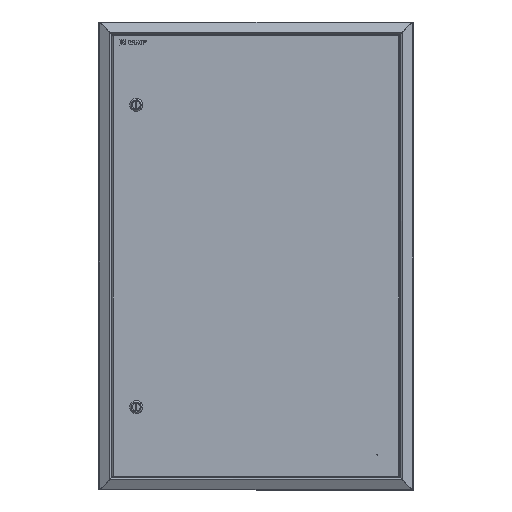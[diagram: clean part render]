
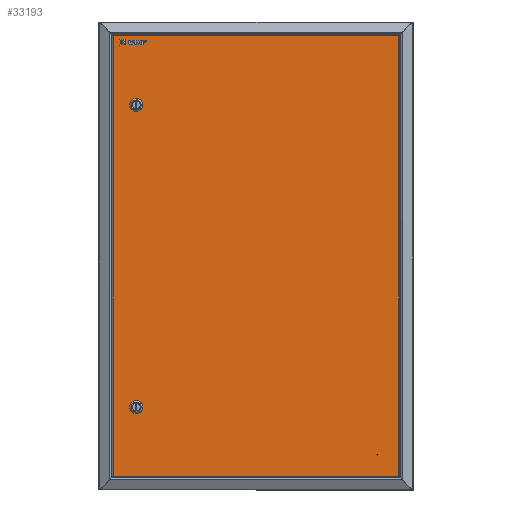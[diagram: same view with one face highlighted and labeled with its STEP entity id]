
A CAD part, top view. The second image highlights one B-rep face of the part: STEP entity #33193.
In plain terms, the highlighted face is planar.
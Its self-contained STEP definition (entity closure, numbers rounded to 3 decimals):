
#53 = DIRECTION ( 'NONE',  ( -1., 0., 0. ) ) ;
#169 = DIRECTION ( 'NONE',  ( 0., 0., 1. ) ) ;
#206 = CARTESIAN_POINT ( 'NONE',  ( -43., 125., -1. ) ) ;
#663 = CARTESIAN_POINT ( 'NONE',  ( -34.5, 667.049, -1. ) ) ;
#950 = ORIENTED_EDGE ( 'NONE', *, *, #9921, .T. ) ;
#1605 = DIRECTION ( 'NONE',  ( -1., 0., 0. ) ) ;
#2324 = ORIENTED_EDGE ( 'NONE', *, *, #10971, .T. ) ;
#3088 = ORIENTED_EDGE ( 'NONE', *, *, #21727, .T. ) ;
#3540 = EDGE_CURVE ( 'NONE', #11704, #12267, #18152, .T. ) ;
#3861 = EDGE_CURVE ( 'NONE', #15144, #11957, #21842, .T. ) ;
#3967 = VERTEX_POINT ( 'NONE', #27198 ) ;
#4888 = EDGE_CURVE ( 'NONE', #3967, #33348, #31848, .T. ) ;
#4962 = VERTEX_POINT ( 'NONE', #25966 ) ;
#5065 = ORIENTED_EDGE ( 'NONE', *, *, #22307, .T. ) ;
#5216 = VECTOR ( 'NONE', #17976, 1000. ) ;
#5465 = AXIS2_PLACEMENT_3D ( 'NONE', #9044, #8878, #8788 ) ;
#5584 = VECTOR ( 'NONE', #6479, 1000. ) ;
#5742 = LINE ( 'NONE', #20076, #6338 ) ;
#5782 = CARTESIAN_POINT ( 'NONE',  ( -471.8, 40., -1. ) ) ;
#6098 = LINE ( 'NONE', #6584, #6229 ) ;
#6229 = VECTOR ( 'NONE', #6843, 1000. ) ;
#6338 = VECTOR ( 'NONE', #20571, 1000. ) ;
#6479 = DIRECTION ( 'NONE',  ( 0., -1., 0. ) ) ;
#6508 = DIRECTION ( 'NONE',  ( -1., 0., 0. ) ) ;
#6579 = DIRECTION ( 'NONE',  ( 0., 0., 1. ) ) ;
#6584 = CARTESIAN_POINT ( 'NONE',  ( -510.3, 1.141, -1. ) ) ;
#6592 = CARTESIAN_POINT ( 'NONE',  ( -43., 125., -1. ) ) ;
#6843 = DIRECTION ( 'NONE',  ( 0., 1., 0. ) ) ;
#6974 = ORIENTED_EDGE ( 'NONE', *, *, #8640, .T. ) ;
#7816 = VERTEX_POINT ( 'NONE', #11451 ) ;
#7965 = VERTEX_POINT ( 'NONE', #12615 ) ;
#8092 = DIRECTION ( 'NONE',  ( 0., 0., -1. ) ) ;
#8640 = EDGE_CURVE ( 'NONE', #25879, #15144, #6098, .T. ) ;
#8788 = DIRECTION ( 'NONE',  ( 1., 0., 0. ) ) ;
#8878 = DIRECTION ( 'NONE',  ( 0., 0., 1. ) ) ;
#9044 = CARTESIAN_POINT ( 'NONE',  ( 0., 0., -1. ) ) ;
#9133 = DIRECTION ( 'NONE',  ( 0., 1., 0. ) ) ;
#9153 = CARTESIAN_POINT ( 'NONE',  ( -51.5, 667.049, -1. ) ) ;
#9333 = PLANE ( 'NONE',  #5465 ) ;
#9921 = EDGE_CURVE ( 'NONE', #17147, #27439, #24935, .T. ) ;
#10662 = ORIENTED_EDGE ( 'NONE', *, *, #4888, .F. ) ;
#10971 = EDGE_CURVE ( 'NONE', #11136, #25879, #17675, .T. ) ;
#10998 = CIRCLE ( 'NONE', #22447, 0.5 ) ;
#11136 = VERTEX_POINT ( 'NONE', #12005 ) ;
#11451 = CARTESIAN_POINT ( 'NONE',  ( -51.5, 128.649, -1. ) ) ;
#11496 = CIRCLE ( 'NONE', #24409, 9.25 ) ;
#11578 = CARTESIAN_POINT ( 'NONE',  ( -51.5, 121.351, -1. ) ) ;
#11685 = DIRECTION ( 'NONE',  ( 0., -1., 0. ) ) ;
#11704 = VERTEX_POINT ( 'NONE', #5782 ) ;
#11957 = VERTEX_POINT ( 'NONE', #29622 ) ;
#12005 = CARTESIAN_POINT ( 'NONE',  ( -2., 2., -1. ) ) ;
#12267 = VERTEX_POINT ( 'NONE', #19003 ) ;
#12615 = CARTESIAN_POINT ( 'NONE',  ( -34.5, 659.751, -1. ) ) ;
#12627 = EDGE_CURVE ( 'NONE', #18986, #7816, #17102, .T. ) ;
#12731 = DIRECTION ( 'NONE',  ( 1., 0., 0. ) ) ;
#13057 = CARTESIAN_POINT ( 'NONE',  ( -472.3, 40., -1. ) ) ;
#13315 = CARTESIAN_POINT ( 'NONE',  ( -43., 663.4, -1. ) ) ;
#14335 = CARTESIAN_POINT ( 'NONE',  ( -511.159, 786.4, -1. ) ) ;
#14817 = DIRECTION ( 'NONE',  ( 0., 0., -1. ) ) ;
#15144 = VERTEX_POINT ( 'NONE', #16652 ) ;
#15813 = AXIS2_PLACEMENT_3D ( 'NONE', #13315, #8092, #1605 ) ;
#15995 = ORIENTED_EDGE ( 'NONE', *, *, #3540, .F. ) ;
#16121 = CARTESIAN_POINT ( 'NONE',  ( -34.5, 128.649, -1. ) ) ;
#16218 = CARTESIAN_POINT ( 'NONE',  ( -34.5, 121.351, -1. ) ) ;
#16258 = DIRECTION ( 'NONE',  ( 0., 1., 0. ) ) ;
#16268 = CARTESIAN_POINT ( 'NONE',  ( -510.3, 2., -1. ) ) ;
#16305 = CARTESIAN_POINT ( 'NONE',  ( -34.5, 667.049, -1. ) ) ;
#16334 = DIRECTION ( 'NONE',  ( -1., 0., 0. ) ) ;
#16371 = DIRECTION ( 'NONE',  ( 0., 0., -1. ) ) ;
#16652 = CARTESIAN_POINT ( 'NONE',  ( -510.3, 786.4, -1. ) ) ;
#16755 = ORIENTED_EDGE ( 'NONE', *, *, #19555, .T. ) ;
#17102 = CIRCLE ( 'NONE', #31584, 9.25 ) ;
#17147 = VERTEX_POINT ( 'NONE', #23269 ) ;
#17467 = DIRECTION ( 'NONE',  ( -1., 0., 0. ) ) ;
#17675 = LINE ( 'NONE', #17985, #5216 ) ;
#17976 = DIRECTION ( 'NONE',  ( -1., 0., 0. ) ) ;
#17985 = CARTESIAN_POINT ( 'NONE',  ( -1.141, 2., -1. ) ) ;
#18138 = ORIENTED_EDGE ( 'NONE', *, *, #21887, .F. ) ;
#18152 = CIRCLE ( 'NONE', #31097, 0.5 ) ;
#18936 = VERTEX_POINT ( 'NONE', #26417 ) ;
#18963 = EDGE_CURVE ( 'NONE', #4962, #17147, #25605, .T. ) ;
#18986 = VERTEX_POINT ( 'NONE', #24547 ) ;
#19003 = CARTESIAN_POINT ( 'NONE',  ( -472.8, 40., -1. ) ) ;
#19555 = EDGE_CURVE ( 'NONE', #27439, #18986, #11496, .T. ) ;
#19733 = ORIENTED_EDGE ( 'NONE', *, *, #31352, .F. ) ;
#19904 = CARTESIAN_POINT ( 'NONE',  ( -472.3, 40., -1. ) ) ;
#20076 = CARTESIAN_POINT ( 'NONE',  ( -2., 787.259, -1. ) ) ;
#20181 = EDGE_LOOP ( 'NONE', ( #21637, #950, #16755, #23745, #3088 ) ) ;
#20571 = DIRECTION ( 'NONE',  ( 0., -1., 0. ) ) ;
#20662 = EDGE_LOOP ( 'NONE', ( #5065, #2324, #6974, #26504 ) ) ;
#21102 = EDGE_CURVE ( 'NONE', #12267, #11704, #10998, .T. ) ;
#21637 = ORIENTED_EDGE ( 'NONE', *, *, #18963, .T. ) ;
#21727 = EDGE_CURVE ( 'NONE', #7816, #4962, #24875, .T. ) ;
#21790 = FACE_BOUND ( 'NONE', #26982, .T. ) ;
#21842 = LINE ( 'NONE', #14335, #21908 ) ;
#21887 = EDGE_CURVE ( 'NONE', #18936, #3967, #29632, .T. ) ;
#21908 = VECTOR ( 'NONE', #12731, 1000. ) ;
#22307 = EDGE_CURVE ( 'NONE', #11957, #11136, #5742, .T. ) ;
#22447 = AXIS2_PLACEMENT_3D ( 'NONE', #19904, #16371, #16334 ) ;
#22631 = AXIS2_PLACEMENT_3D ( 'NONE', #30321, #30416, #30544 ) ;
#22783 = CIRCLE ( 'NONE', #15813, 9.25 ) ;
#23269 = CARTESIAN_POINT ( 'NONE',  ( -34.5, 121.351, -1. ) ) ;
#23413 = FACE_BOUND ( 'NONE', #27410, .T. ) ;
#23557 = DIRECTION ( 'NONE',  ( -1., 0., 0. ) ) ;
#23603 = DIRECTION ( 'NONE',  ( 0., 0., 1. ) ) ;
#23675 = CARTESIAN_POINT ( 'NONE',  ( -43., 125., -1. ) ) ;
#23683 = FACE_OUTER_BOUND ( 'NONE', #20662, .T. ) ;
#23714 = FACE_BOUND ( 'NONE', #20181, .T. ) ;
#23745 = ORIENTED_EDGE ( 'NONE', *, *, #12627, .T. ) ;
#24409 = AXIS2_PLACEMENT_3D ( 'NONE', #206, #169, #53 ) ;
#24547 = CARTESIAN_POINT ( 'NONE',  ( -43., 134.25, -1. ) ) ;
#24698 = VECTOR ( 'NONE', #16258, 1000. ) ;
#24875 = LINE ( 'NONE', #11578, #29624 ) ;
#24935 = LINE ( 'NONE', #16218, #24698 ) ;
#25106 = AXIS2_PLACEMENT_3D ( 'NONE', #23675, #23603, #23557 ) ;
#25605 = CIRCLE ( 'NONE', #25106, 9.25 ) ;
#25879 = VERTEX_POINT ( 'NONE', #16268 ) ;
#25966 = CARTESIAN_POINT ( 'NONE',  ( -51.5, 121.351, -1. ) ) ;
#26417 = CARTESIAN_POINT ( 'NONE',  ( -51.5, 659.751, -1. ) ) ;
#26504 = ORIENTED_EDGE ( 'NONE', *, *, #3861, .T. ) ;
#26977 = EDGE_CURVE ( 'NONE', #7965, #18936, #22783, .T. ) ;
#26982 = EDGE_LOOP ( 'NONE', ( #27323, #15995 ) ) ;
#27198 = CARTESIAN_POINT ( 'NONE',  ( -51.5, 667.049, -1. ) ) ;
#27323 = ORIENTED_EDGE ( 'NONE', *, *, #21102, .F. ) ;
#27410 = EDGE_LOOP ( 'NONE', ( #19733, #10662, #18138, #27540 ) ) ;
#27439 = VERTEX_POINT ( 'NONE', #16121 ) ;
#27540 = ORIENTED_EDGE ( 'NONE', *, *, #26977, .F. ) ;
#29311 = VECTOR ( 'NONE', #9133, 1000. ) ;
#29607 = LINE ( 'NONE', #16305, #5584 ) ;
#29622 = CARTESIAN_POINT ( 'NONE',  ( -2., 786.4, -1. ) ) ;
#29624 = VECTOR ( 'NONE', #11685, 1000. ) ;
#29632 = LINE ( 'NONE', #9153, #29311 ) ;
#30321 = CARTESIAN_POINT ( 'NONE',  ( -43., 663.4, -1. ) ) ;
#30416 = DIRECTION ( 'NONE',  ( 0., 0., -1. ) ) ;
#30544 = DIRECTION ( 'NONE',  ( -1., 0., 0. ) ) ;
#31097 = AXIS2_PLACEMENT_3D ( 'NONE', #13057, #14817, #17467 ) ;
#31352 = EDGE_CURVE ( 'NONE', #33348, #7965, #29607, .T. ) ;
#31584 = AXIS2_PLACEMENT_3D ( 'NONE', #6592, #6579, #6508 ) ;
#31848 = CIRCLE ( 'NONE', #22631, 9.25 ) ;
#33193 = ADVANCED_FACE ( 'NONE', ( #23714, #21790, #23413, #23683 ), #9333, .F. ) ;
#33348 = VERTEX_POINT ( 'NONE', #663 ) ;
